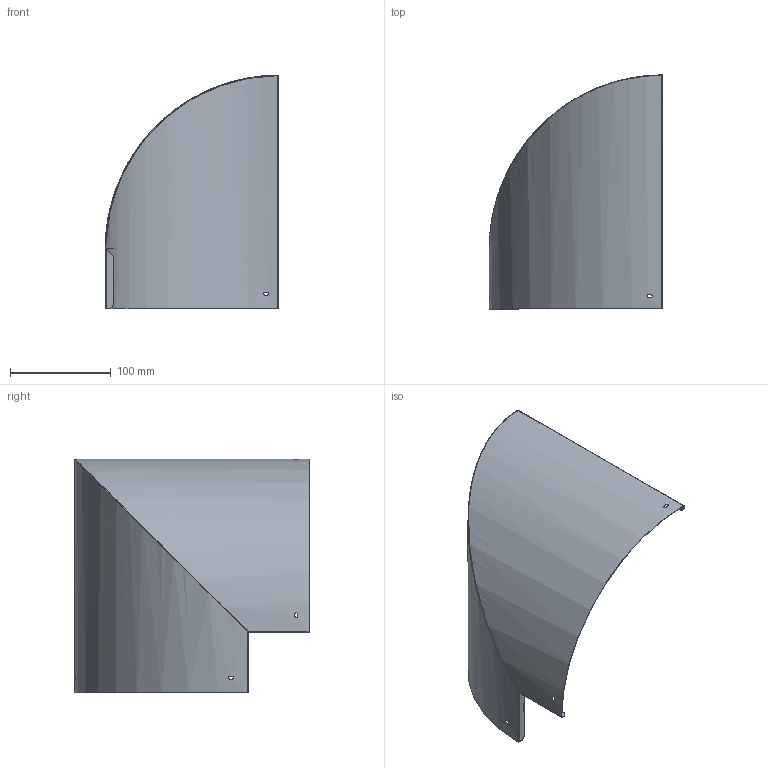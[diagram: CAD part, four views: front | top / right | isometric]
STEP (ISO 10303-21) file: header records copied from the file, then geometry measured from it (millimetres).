
FILE_DESCRIPTION((''),'2;1');
FILE_NAME('MF50004.stp','2014-03-06T08:20:32',(''),(''),'Autodesk Inventor 2013','Autodesk Inventor 2013','');
FILE_SCHEMA(('AUTOMOTIVE_DESIGN { 1 2 10303 214 0 1 1 1 }'));
Length unit declared in the file: millimetre
Products named in the file (3): MF50004; 115011; 115012
Assembly tree (2 placements, depth 2):
  MF50004
    115011
    115012
Bounding box: 172.3 x 232.3 x 232.02 mm (x, y, z)
Volume: 47834.3 mm3; surface area: 192261.9 mm2
Topology: 2 solids, 3 shells, 77 faces, 190 edges, 118 vertices
Faces by surface type: plane 30, bspline 24, cylinder 23
Entity records: 3335 total; most frequent: CARTESIAN_POINT 1610, ORIENTED_EDGE 382, DIRECTION 264, EDGE_CURVE 191, VERTEX_POINT 118, VECTOR 102, LINE 102, EDGE_LOOP 85
